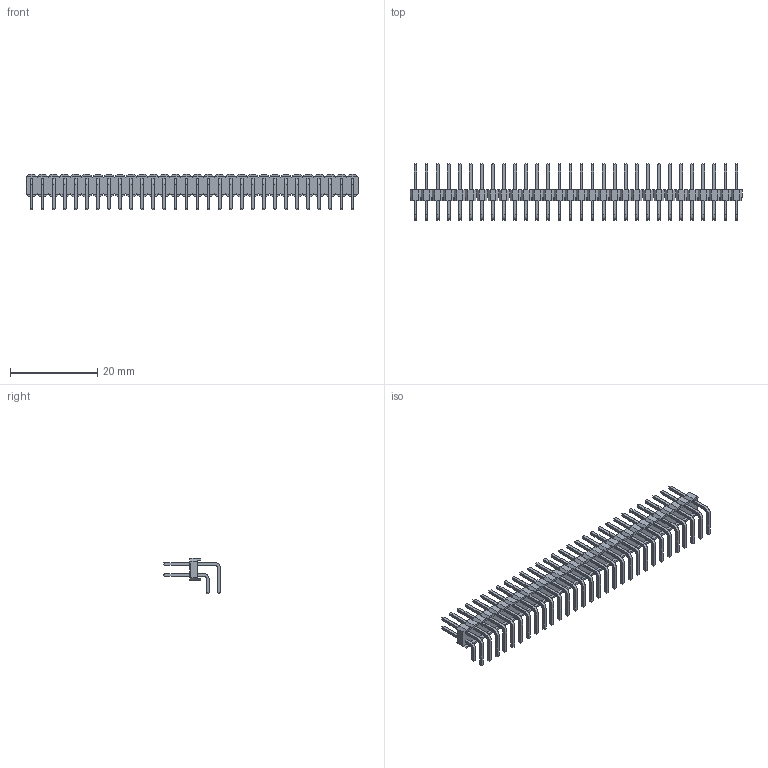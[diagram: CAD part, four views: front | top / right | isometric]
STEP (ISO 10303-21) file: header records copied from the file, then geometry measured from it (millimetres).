
FILE_DESCRIPTION(('STEP AP214'), '1');
FILE_NAME('PLD-R1', '', ('UNSPECIFIED'), ('UNSPECIFIED'), 'ASCON STEP Converter 1.6', 'ASCON Math Kernel', '');
FILE_SCHEMA(('AUTOMOTIVE_DESIGN { 1 0 10303 214 3 1 1}'));
Length unit declared in the file: millimetre
Bounding box: 76.2 x 13.04 x 8.08 mm (x, y, z)
Volume: 1047.5 mm3; surface area: 3518.3 mm2
Topology: 1 solids, 1 shells, 1777 faces, 4398 edges, 2772 vertices
Faces by surface type: plane 1657, cylinder 120
Entity records: 65348 total; most frequent: CARTESIAN_POINT 8948, ORIENTED_EDGE 8796, DIRECTION 8194, EDGE_CURVE 4398, LINE 4158, VECTOR 4158, VERTEX_POINT 2772, AXIS2_PLACEMENT_3D 2018
